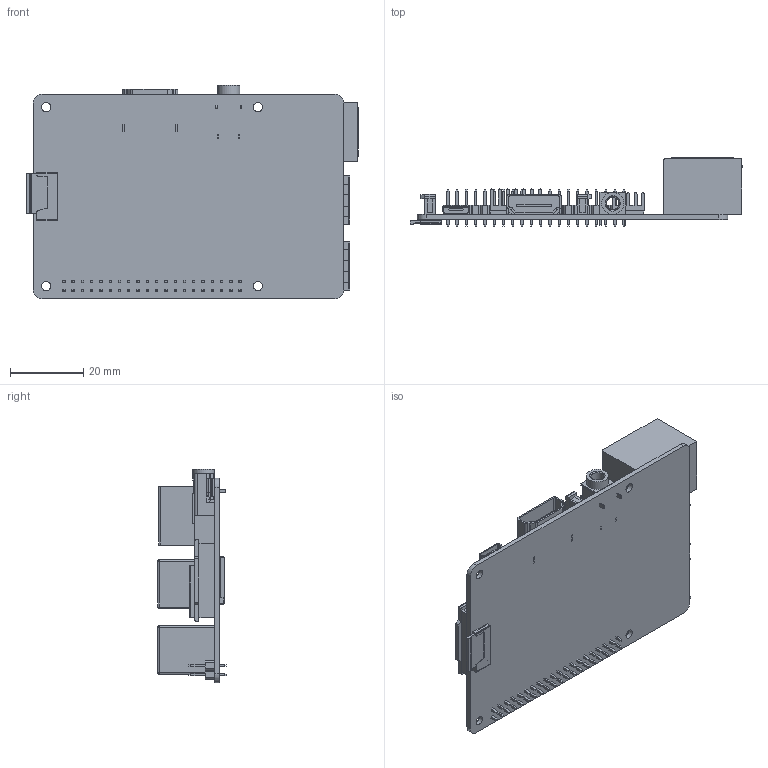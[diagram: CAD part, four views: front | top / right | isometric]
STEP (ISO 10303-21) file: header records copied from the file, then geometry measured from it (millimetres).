
FILE_DESCRIPTION(/* description */ (''),/* implementation_level */ '2;1');
FILE_NAME(/* name */ 'RPi3.step',/* time_stamp */ '2020-02-22T23:56:54+01:00',/* author */ (''),/* organization */ (''),/* preprocessor_version */ 'ST-DEVELOPER v18',/* originating_system */ 'Autodesk Translation Framework v8.12.0.6',/* authorisation */ '');
FILE_SCHEMA (('AUTOMOTIVE_DESIGN { 1 0 10303 214 3 1 1 }'));
Length unit declared in the file: millimetre
Products named in the file (73): RPi3; Raspberry Pi 3; Raspberry Pi 3 (13); Raspberry Pi 3 (15); Raspberry Pi 3 (17); Raspberry Pi 3 (1); Raspberry Pi 3 (2); Raspberry Pi 3 (3); Raspberry Pi 3 (4); Raspberry Pi 3 (5); Raspberry Pi 3 (6); Raspberry Pi 3 (7); Raspberry Pi 3 (8); Raspberry Pi 3 (9); Raspberry Pi 3 (10); Raspberry Pi 3 (11); Raspberry Pi 3 (12); Raspberry Pi 3 (14); Raspberry Pi 3 (16); Raspberry Pi 3 (18); Raspberry Pi 3 (19); Raspberry Pi 3 (20); Raspberry Pi 3 (21); Raspberry Pi 3 (22); Raspberry Pi 3 (34); Raspberry Pi 3 (27); Raspberry Pi 3 (24); Raspberry Pi 3 (32); Raspberry Pi 3 (26); Raspberry Pi 3 (25); Raspberry Pi 3 (28); Raspberry Pi 3 (30); Raspberry Pi 3 (33); Raspberry Pi 3 (35); Raspberry Pi 3 (micro SD); Raspberry Pi 3 (29); Raspberry Pi 3 (23); Raspberry Pi 3 (31); Raspberry Pi 3 (37); Raspberry Pi 3 (38) ...
Assembly tree (72 placements, depth 2):
  RPi3
    Raspberry Pi 3
    Raspberry Pi 3 (13)
    Raspberry Pi 3 (15)
    Raspberry Pi 3 (17)
    Raspberry Pi 3 (1)
    Raspberry Pi 3 (2)
    Raspberry Pi 3 (3)
    Raspberry Pi 3 (4)
    Raspberry Pi 3 (5)
    Raspberry Pi 3 (6)
    Raspberry Pi 3 (7)
    Raspberry Pi 3 (8)
    Raspberry Pi 3 (9)
    Raspberry Pi 3 (10)
    Raspberry Pi 3 (11)
    Raspberry Pi 3 (12)
    Raspberry Pi 3 (14)
    Raspberry Pi 3 (16)
    Raspberry Pi 3 (18)
    Raspberry Pi 3 (19)
    Raspberry Pi 3 (20)
    Raspberry Pi 3 (21)
    Raspberry Pi 3 (22)
    Raspberry Pi 3 (34)
    Raspberry Pi 3 (27)
    Raspberry Pi 3 (24)
    Raspberry Pi 3 (32)
    Raspberry Pi 3 (26)
    Raspberry Pi 3 (25)
    Raspberry Pi 3 (28)
    Raspberry Pi 3 (30)
    Raspberry Pi 3 (33)
    Raspberry Pi 3 (35)
    Raspberry Pi 3 (micro SD)
    Raspberry Pi 3 (29)
    Raspberry Pi 3 (23)
    Raspberry Pi 3 (31)
    Raspberry Pi 3 (37)
    Raspberry Pi 3 (38)
    Raspberry Pi 3 (41)
    Raspberry Pi 3 (44)
    Raspberry Pi 3 (45)
    Raspberry Pi 3 (39)
    RPi Heatsink Set
    Raspberry Pi 3 (43)
    Raspberry Pi 3 (42)
    RPi Heatsink Set (1)
    Component50
    Raspberry Pi 3 (36)
    Raspberry Pi 3 (40)
    Raspberry Pi 3 (46)
    Component52
    Component53
    Raspberry Pi 3 (51)
    Component57
    Raspberry Pi 3 (50)
    Raspberry Pi 3 (56)
    Component69
    Raspberry Pi 3 (48)
Bounding box: 90.89 x 18.8 x 58.5 mm (x, y, z)
Volume: 19074.5 mm3; surface area: 27721.1 mm2
Topology: 68 solids, 71 shells, 1379 faces, 3397 edges, 2146 vertices
Faces by surface type: plane 1266, cylinder 95, bspline 11, sphere 6, cone 1
Full cylindrical faces by diameter (mm): 2.5 x4, 3.4 x1, 3.6 x2, 4.345 x1, 6 x1
Entity records: 43173 total; most frequent: CARTESIAN_POINT 8236, ORIENTED_EDGE 6770, DIRECTION 6627, EDGE_CURVE 3393, LINE 3149, VECTOR 3149, VERTEX_POINT 2146, AXIS2_PLACEMENT_3D 1739
